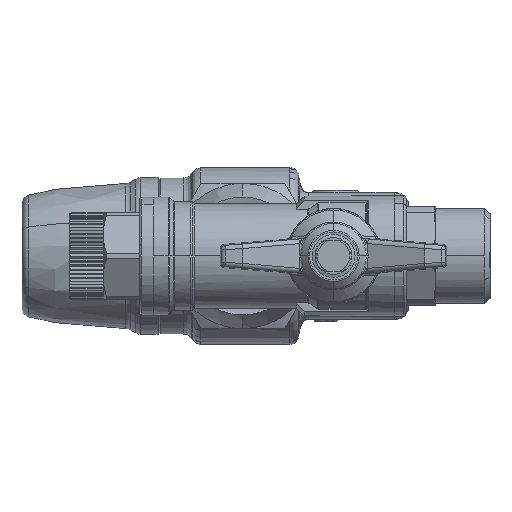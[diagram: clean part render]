
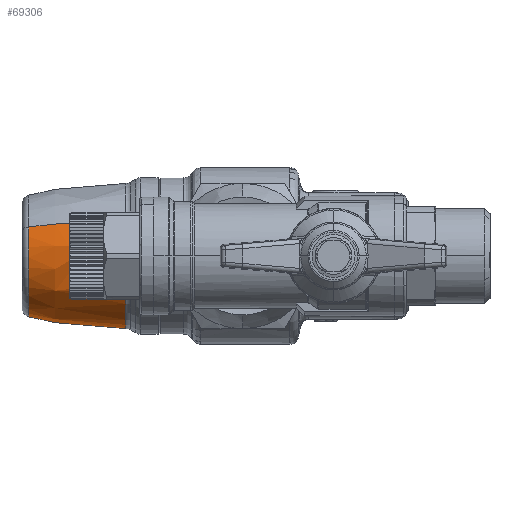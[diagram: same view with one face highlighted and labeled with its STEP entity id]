
A CAD part, left-side view. The second image highlights one B-rep face of the part: STEP entity #69306.
In plain terms, the highlighted face is a revolution surface.
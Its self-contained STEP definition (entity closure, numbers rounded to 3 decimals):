
#67195=CARTESIAN_POINT('Vertex',(14.05,25.813,-7.675)) ;
#67197=CARTESIAN_POINT('Vertex',(-14.05,25.813,7.675)) ;
#67222=CARTESIAN_POINT('Axis2P3D Location',(0.,25.813,0.)) ;
#69259=CARTESIAN_POINT('Vertex',(-11.765,47.207,6.427)) ;
#69261=CARTESIAN_POINT('Vertex',(11.765,47.207,-6.427)) ;
#69265=CARTESIAN_POINT('Control Point',(-14.05,25.813,7.675)) ;
#69266=CARTESIAN_POINT('Control Point',(-14.116,31.217,7.712)) ;
#69267=CARTESIAN_POINT('Control Point',(-13.756,36.627,7.515)) ;
#69268=CARTESIAN_POINT('Control Point',(-12.967,41.979,7.084)) ;
#69269=CARTESIAN_POINT('Control Point',(-11.765,47.207,6.427)) ;
#69272=CARTESIAN_POINT('Control Point',(14.05,25.813,-7.675)) ;
#69273=CARTESIAN_POINT('Control Point',(14.116,31.217,-7.712)) ;
#69274=CARTESIAN_POINT('Control Point',(13.756,36.627,-7.515)) ;
#69275=CARTESIAN_POINT('Control Point',(12.967,41.979,-7.084)) ;
#69276=CARTESIAN_POINT('Control Point',(11.765,47.207,-6.427)) ;
#69286=CARTESIAN_POINT('Control Point',(16.01,25.813,0.)) ;
#69287=CARTESIAN_POINT('Control Point',(16.085,31.217,0.)) ;
#69288=CARTESIAN_POINT('Control Point',(15.675,36.627,0.)) ;
#69289=CARTESIAN_POINT('Control Point',(14.776,41.979,0.)) ;
#69290=CARTESIAN_POINT('Control Point',(13.407,47.207,0.)) ;
#69291=CARTESIAN_POINT('Axis1P Location',(0.,33.7,0.)) ;
#69295=CARTESIAN_POINT('Axis2P3D Location',(0.,47.207,0.)) ;
#67223=DIRECTION('Axis2P3D Direction',(0.,-1.,0.)) ;
#69292=DIRECTION('Axis1P Direction',(0.,1.,0.)) ;
#69296=DIRECTION('Axis2P3D Direction',(0.,1.,0.)) ;
#67224=AXIS2_PLACEMENT_3D('Circle Axis2P3D',#67222,#67223,$) ;
#69297=AXIS2_PLACEMENT_3D('Circle Axis2P3D',#69295,#69296,$) ;
#67225=CIRCLE('generated circle',#67224,16.01) ;
#69298=CIRCLE('generated circle',#69297,13.407) ;
#69294=SURFACE_OF_REVOLUTION('Surface of Revolution',#69285,#69293) ;
#69293=AXIS1_PLACEMENT('Revolution Surface Axis1P',#69291,#69292) ;
#67226=EDGE_CURVE('',#67198,#67196,#67225,.T.) ;
#69270=EDGE_CURVE('',#67198,#69260,#69264,.T.) ;
#69277=EDGE_CURVE('',#67196,#69262,#69271,.T.) ;
#69299=EDGE_CURVE('',#69262,#69260,#69298,.T.) ;
#69301=ORIENTED_EDGE('',*,*,#69299,.F.) ;
#69302=ORIENTED_EDGE('',*,*,#69277,.F.) ;
#69303=ORIENTED_EDGE('',*,*,#67226,.F.) ;
#69304=ORIENTED_EDGE('',*,*,#69270,.T.) ;
#69300=EDGE_LOOP('',(#69301,#69302,#69303,#69304)) ;
#67196=VERTEX_POINT('',#67195) ;
#67198=VERTEX_POINT('',#67197) ;
#69260=VERTEX_POINT('',#69259) ;
#69262=VERTEX_POINT('',#69261) ;
#69306=ADVANCED_FACE('PartBody',(#69305),#69294,.T.) ;
#69264=B_SPLINE_CURVE_WITH_KNOTS('',4,(#69265,#69266,#69267,#69268,#69269),.UNSPECIFIED.,.F.,.U.,(5,5),(501.532,523.149),.UNSPECIFIED.) ;
#69271=B_SPLINE_CURVE_WITH_KNOTS('',4,(#69272,#69273,#69274,#69275,#69276),.UNSPECIFIED.,.F.,.U.,(5,5),(501.532,523.149),.UNSPECIFIED.) ;
#69285=B_SPLINE_CURVE_WITH_KNOTS('',4,(#69286,#69287,#69288,#69289,#69290),.UNSPECIFIED.,.F.,.U.,(5,5),(501.532,523.149),.UNSPECIFIED.) ;
#69305=FACE_OUTER_BOUND('',#69300,.T.) ;
